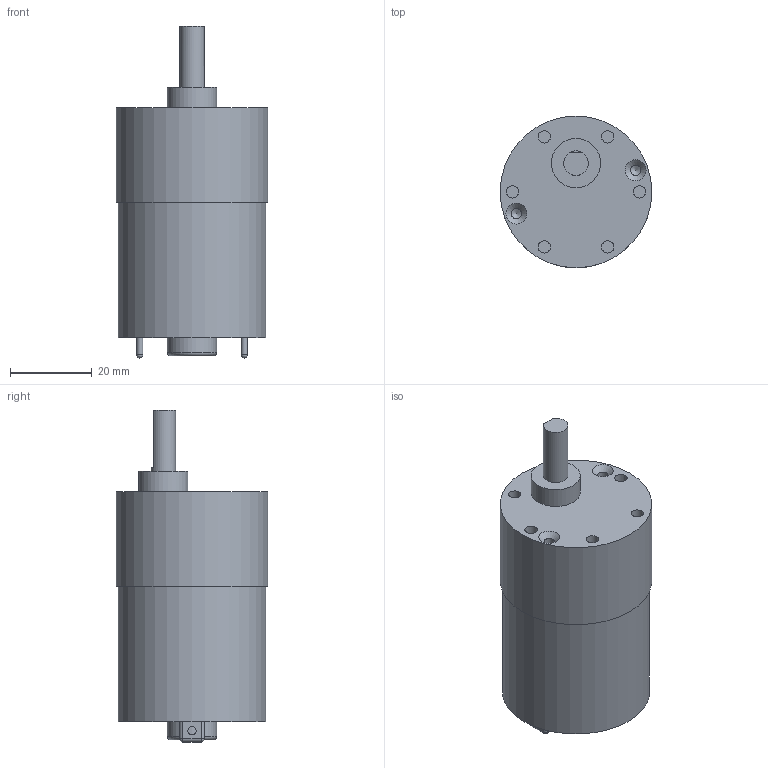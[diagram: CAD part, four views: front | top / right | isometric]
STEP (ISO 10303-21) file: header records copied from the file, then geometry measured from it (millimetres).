
FILE_DESCRIPTION(/* description */ ('STEP AP242','CAx-IF Rec.Pracs.---Representation and Presentation of Product Manufacturing Information (PMI)---4.0---2014-10-13','CAx-IF Rec.Pracs.---3D Tessellated Geometry---0.4---2014-09-14','2;1'),/* implementation_level */ '2;1');
FILE_NAME(/* name */ '629b5256b375d77a9b45442b',/* time_stamp */ '2022-06-04T12:38:46+00:00',/* author */ (''),/* organization */ (''),/* preprocessor_version */ 'ST-DEVELOPER v18.102',/* originating_system */ ' ',/* authorisation */ ' ');
FILE_SCHEMA (('AP242_MANAGED_MODEL_BASED_3D_ENGINEERING_MIM_LF { 1 0 10303 442 1 1 4 }'));
Length unit declared in the file: metre
Products named in the file (4): Part 4; Part 3; Part 2; Part 1
Bounding box: 37 x 37 x 81 mm (x, y, z)
Volume: 59590.7 mm3; surface area: 9970.8 mm2
Topology: 4 solids, 4 shells, 53 faces, 104 edges, 65 vertices
Faces by surface type: plane 22, cylinder 22, sphere 4, cone 4, torus 1
Full cylindrical faces by diameter (mm): 2 x2, 2.5 x2, 3 x6, 6 x2, 12 x2, 36 x1, 37 x1
Entity records: 1252 total; most frequent: DIRECTION 230, CARTESIAN_POINT 181, ORIENTED_EDGE 136, AXIS2_PLACEMENT_3D 105, FACE_BOUND 90, EDGE_LOOP 88, EDGE_CURVE 68, VERTEX_POINT 56
